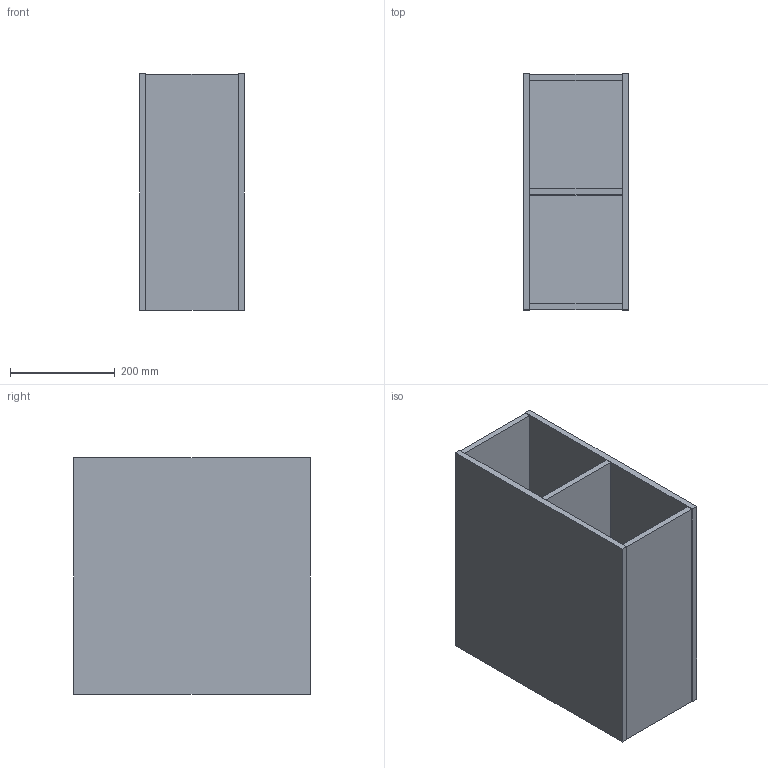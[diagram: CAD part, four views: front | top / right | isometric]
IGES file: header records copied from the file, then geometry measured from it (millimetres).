
Global section: file name: INFINITI CUBO 20_15.11.17; native system: Autodesk Inventor 2017; preprocessor: unknown; author: produccion; date: 20171222.094800; units: millimetre
Bounding box: 200 x 450 x 450 mm (x, y, z)
Volume: 9070195.1 mm3; surface area: 1563882.1 mm2
Topology: 6 solids, 6 shells, 116 faces, 213 edges, 142 vertices
Faces by surface type: bspline 116
